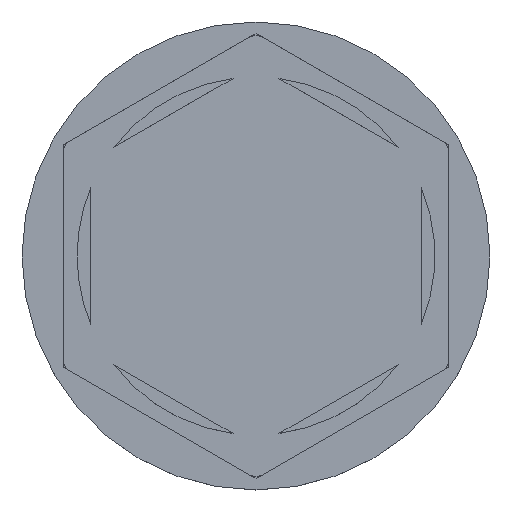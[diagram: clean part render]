
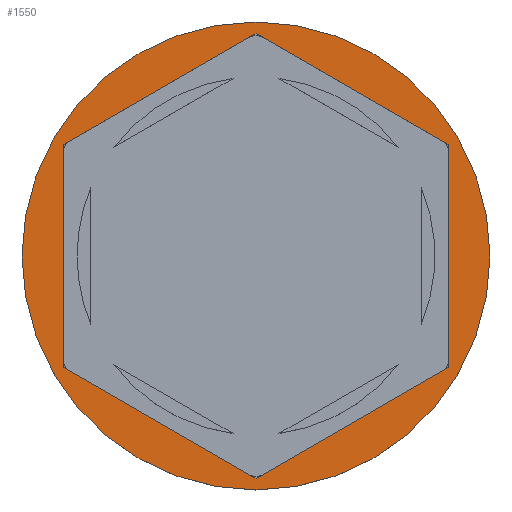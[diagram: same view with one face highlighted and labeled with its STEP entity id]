
A CAD part, top view. The second image highlights one B-rep face of the part: STEP entity #1550.
In plain terms, the highlighted planar face has unit normal (0, 0, 1).
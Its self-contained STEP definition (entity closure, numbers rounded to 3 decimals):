
#39 = EDGE_CURVE ( 'NONE', #1140, #242, #1579, .T. ) ;
#77 = DIRECTION ( 'NONE',  ( 0., -1., 0. ) ) ;
#91 = DIRECTION ( 'NONE',  ( -0.866, -0.5, 0. ) ) ;
#92 = VECTOR ( 'NONE', #1777, 1000. ) ;
#97 = VECTOR ( 'NONE', #2201, 1000. ) ;
#125 = ORIENTED_EDGE ( 'NONE', *, *, #1379, .F. ) ;
#133 = LINE ( 'NONE', #2444, #974 ) ;
#170 = CIRCLE ( 'NONE', #496, 8.5 ) ;
#242 = VERTEX_POINT ( 'NONE', #890 ) ;
#258 = EDGE_CURVE ( 'NONE', #279, #1772, #170, .T. ) ;
#279 = VERTEX_POINT ( 'NONE', #1824 ) ;
#316 = CARTESIAN_POINT ( 'NONE',  ( 7., 4.041, 0. ) ) ;
#368 = CARTESIAN_POINT ( 'NONE',  ( 0., 0., 0. ) ) ;
#398 = VERTEX_POINT ( 'NONE', #413 ) ;
#413 = CARTESIAN_POINT ( 'NONE',  ( 0., -8.083, 0. ) ) ;
#470 = ORIENTED_EDGE ( 'NONE', *, *, #960, .F. ) ;
#489 = CARTESIAN_POINT ( 'NONE',  ( 0., -8.083, 0. ) ) ;
#496 = AXIS2_PLACEMENT_3D ( 'NONE', #861, #720, #1472 ) ;
#546 = EDGE_CURVE ( 'NONE', #1118, #921, #1054, .T. ) ;
#585 = ORIENTED_EDGE ( 'NONE', *, *, #39, .F. ) ;
#672 = EDGE_CURVE ( 'NONE', #1772, #279, #1059, .T. ) ;
#699 = DIRECTION ( 'NONE',  ( -0.866, 0.5, 0. ) ) ;
#705 = VECTOR ( 'NONE', #2426, 1000. ) ;
#720 = DIRECTION ( 'NONE',  ( 0., 0., 1. ) ) ;
#761 = ORIENTED_EDGE ( 'NONE', *, *, #672, .T. ) ;
#861 = CARTESIAN_POINT ( 'NONE',  ( 0., 0., 0. ) ) ;
#890 = CARTESIAN_POINT ( 'NONE',  ( -7., -4.041, 0. ) ) ;
#917 = EDGE_CURVE ( 'NONE', #1468, #1140, #133, .T. ) ;
#921 = VERTEX_POINT ( 'NONE', #1284 ) ;
#947 = CARTESIAN_POINT ( 'NONE',  ( 7., -4.041, 0. ) ) ;
#960 = EDGE_CURVE ( 'NONE', #242, #398, #2028, .T. ) ;
#974 = VECTOR ( 'NONE', #91, 1000. ) ;
#988 = EDGE_CURVE ( 'NONE', #921, #1468, #1268, .T. ) ;
#1013 = CARTESIAN_POINT ( 'NONE',  ( 7., -4.041, 0. ) ) ;
#1015 = ORIENTED_EDGE ( 'NONE', *, *, #988, .F. ) ;
#1053 = VECTOR ( 'NONE', #77, 1000. ) ;
#1054 = LINE ( 'NONE', #1013, #92 ) ;
#1059 = CIRCLE ( 'NONE', #1666, 8.5 ) ;
#1117 = EDGE_LOOP ( 'NONE', ( #1015, #1504, #125, #470, #585, #1684 ) ) ;
#1118 = VERTEX_POINT ( 'NONE', #947 ) ;
#1140 = VERTEX_POINT ( 'NONE', #2338 ) ;
#1174 = CARTESIAN_POINT ( 'NONE',  ( -7., 4.041, 0. ) ) ;
#1268 = LINE ( 'NONE', #316, #1627 ) ;
#1284 = CARTESIAN_POINT ( 'NONE',  ( 7., 4.041, 0. ) ) ;
#1309 = ORIENTED_EDGE ( 'NONE', *, *, #258, .T. ) ;
#1316 = FACE_OUTER_BOUND ( 'NONE', #1996, .T. ) ;
#1379 = EDGE_CURVE ( 'NONE', #398, #1118, #1425, .T. ) ;
#1425 = LINE ( 'NONE', #489, #97 ) ;
#1468 = VERTEX_POINT ( 'NONE', #1526 ) ;
#1472 = DIRECTION ( 'NONE',  ( 1., 0., 0. ) ) ;
#1500 = DIRECTION ( 'NONE',  ( 1., 0., 0. ) ) ;
#1504 = ORIENTED_EDGE ( 'NONE', *, *, #546, .F. ) ;
#1515 = PLANE ( 'NONE',  #2278 ) ;
#1526 = CARTESIAN_POINT ( 'NONE',  ( 0., 8.083, 0. ) ) ;
#1550 = ADVANCED_FACE ( 'NONE', ( #2100, #1316 ), #1515, .T. ) ;
#1579 = LINE ( 'NONE', #1174, #1053 ) ;
#1627 = VECTOR ( 'NONE', #699, 1000. ) ;
#1666 = AXIS2_PLACEMENT_3D ( 'NONE', #2053, #2407, #1830 ) ;
#1684 = ORIENTED_EDGE ( 'NONE', *, *, #917, .F. ) ;
#1772 = VERTEX_POINT ( 'NONE', #2196 ) ;
#1777 = DIRECTION ( 'NONE',  ( 0., 1., 0. ) ) ;
#1824 = CARTESIAN_POINT ( 'NONE',  ( -8.5, 0., 0. ) ) ;
#1830 = DIRECTION ( 'NONE',  ( 1., 0., 0. ) ) ;
#1996 = EDGE_LOOP ( 'NONE', ( #761, #1309 ) ) ;
#2028 = LINE ( 'NONE', #2230, #705 ) ;
#2053 = CARTESIAN_POINT ( 'NONE',  ( 0., 0., 0. ) ) ;
#2100 = FACE_BOUND ( 'NONE', #1117, .T. ) ;
#2196 = CARTESIAN_POINT ( 'NONE',  ( 8.5, 0., 0. ) ) ;
#2201 = DIRECTION ( 'NONE',  ( 0.866, 0.5, 0. ) ) ;
#2230 = CARTESIAN_POINT ( 'NONE',  ( -7., -4.041, 0. ) ) ;
#2278 = AXIS2_PLACEMENT_3D ( 'NONE', #368, #2294, #1500 ) ;
#2294 = DIRECTION ( 'NONE',  ( 0., 0., 1. ) ) ;
#2338 = CARTESIAN_POINT ( 'NONE',  ( -7., 4.041, 0. ) ) ;
#2407 = DIRECTION ( 'NONE',  ( 0., 0., 1. ) ) ;
#2426 = DIRECTION ( 'NONE',  ( 0.866, -0.5, 0. ) ) ;
#2444 = CARTESIAN_POINT ( 'NONE',  ( 0., 8.083, 0. ) ) ;
